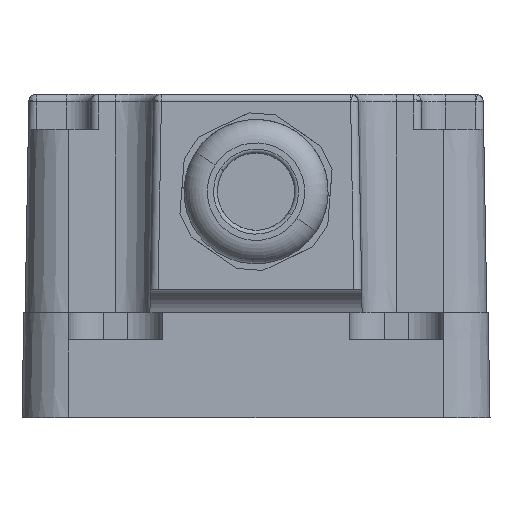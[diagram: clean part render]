
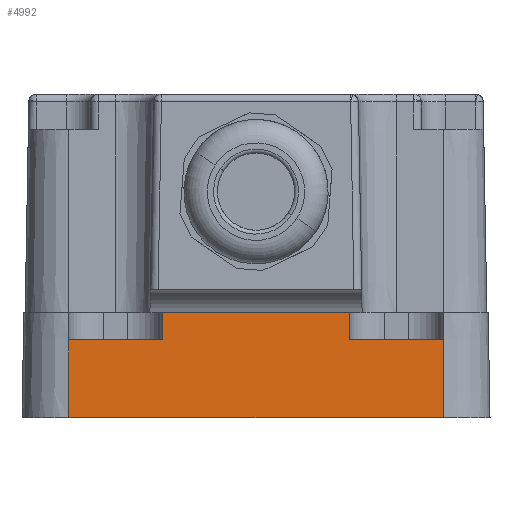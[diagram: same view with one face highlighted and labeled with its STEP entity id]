
A CAD part, front view. The second image highlights one B-rep face of the part: STEP entity #4992.
In plain terms, the highlighted planar face has unit normal (0, -1, 0.018).
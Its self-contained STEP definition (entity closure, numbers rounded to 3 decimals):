
#4940=AXIS2_PLACEMENT_3D('Plane Axis2P3D',#4937,#4938,#4939) ;
#2739=CARTESIAN_POINT('Vertex',(54.,26.332,0.)) ;
#2742=CARTESIAN_POINT('Line Origine',(30.,26.332,0.)) ;
#2746=CARTESIAN_POINT('Vertex',(6.,26.332,0.)) ;
#4916=CARTESIAN_POINT('Line Origine',(6.,-8696.871,-499751.978)) ;
#4920=CARTESIAN_POINT('Vertex',(6.,26.507,10.)) ;
#4937=CARTESIAN_POINT('Axis2P3D Location',(0.,26.332,0.)) ;
#4942=CARTESIAN_POINT('Line Origine',(54.,26.419,5.)) ;
#4946=CARTESIAN_POINT('Vertex',(54.,26.507,10.)) ;
#4949=CARTESIAN_POINT('Line Origine',(48.,26.507,10.)) ;
#4953=CARTESIAN_POINT('Vertex',(42.,26.507,10.)) ;
#4956=CARTESIAN_POINT('Line Origine',(42.,26.537,11.75)) ;
#4960=CARTESIAN_POINT('Vertex',(42.,26.568,13.5)) ;
#4963=CARTESIAN_POINT('Line Origine',(30.,26.568,13.5)) ;
#4967=CARTESIAN_POINT('Vertex',(18.,26.568,13.5)) ;
#4970=CARTESIAN_POINT('Line Origine',(18.,26.537,11.75)) ;
#4974=CARTESIAN_POINT('Vertex',(18.,26.507,10.)) ;
#4977=CARTESIAN_POINT('Line Origine',(12.,26.507,10.)) ;
#2743=DIRECTION('Vector Direction',(1.,0.,0.)) ;
#4917=DIRECTION('Vector Direction',(0.,-0.017,-1.)) ;
#4938=DIRECTION('Axis2P3D Direction',(0.,1.,-0.017)) ;
#4939=DIRECTION('Axis2P3D XDirection',(1.,0.,0.)) ;
#4943=DIRECTION('Vector Direction',(0.,-0.017,-1.)) ;
#4950=DIRECTION('Vector Direction',(1.,0.,0.)) ;
#4957=DIRECTION('Vector Direction',(0.,-0.017,-1.)) ;
#4964=DIRECTION('Vector Direction',(1.,0.,0.)) ;
#4971=DIRECTION('Vector Direction',(0.,-0.017,-1.)) ;
#4978=DIRECTION('Vector Direction',(1.,0.,0.)) ;
#2744=VECTOR('Line Direction',#2743,1.) ;
#4918=VECTOR('Line Direction',#4917,1.) ;
#4944=VECTOR('Line Direction',#4943,1.) ;
#4951=VECTOR('Line Direction',#4950,1.) ;
#4958=VECTOR('Line Direction',#4957,1.) ;
#4965=VECTOR('Line Direction',#4964,1.) ;
#4972=VECTOR('Line Direction',#4971,1.) ;
#4979=VECTOR('Line Direction',#4978,1.) ;
#4983=ORIENTED_EDGE('',*,*,#4922,.F.) ;
#4984=ORIENTED_EDGE('',*,*,#2748,.F.) ;
#4985=ORIENTED_EDGE('',*,*,#4948,.T.) ;
#4986=ORIENTED_EDGE('',*,*,#4955,.T.) ;
#4987=ORIENTED_EDGE('',*,*,#4962,.F.) ;
#4988=ORIENTED_EDGE('',*,*,#4969,.F.) ;
#4989=ORIENTED_EDGE('',*,*,#4976,.T.) ;
#4990=ORIENTED_EDGE('',*,*,#4981,.F.) ;
#4992=ADVANCED_FACE('Hauptk\X2\00F6\X0\rper',(#4991),#4941,.F.) ;
#2748=EDGE_CURVE('',#2740,#2747,#2745,.F.) ;
#4922=EDGE_CURVE('',#2747,#4921,#4919,.F.) ;
#4948=EDGE_CURVE('',#2740,#4947,#4945,.F.) ;
#4955=EDGE_CURVE('',#4947,#4954,#4952,.F.) ;
#4962=EDGE_CURVE('',#4961,#4954,#4959,.T.) ;
#4969=EDGE_CURVE('',#4968,#4961,#4966,.T.) ;
#4976=EDGE_CURVE('',#4968,#4975,#4973,.T.) ;
#4981=EDGE_CURVE('',#4921,#4975,#4980,.T.) ;
#4982=EDGE_LOOP('',(#4983,#4984,#4985,#4986,#4987,#4988,#4989,#4990)) ;
#4991=FACE_OUTER_BOUND('',#4982,.T.) ;
#2745=LINE('Line',#2742,#2744) ;
#4919=LINE('Line',#4916,#4918) ;
#4945=LINE('Line',#4942,#4944) ;
#4952=LINE('Line',#4949,#4951) ;
#4959=LINE('Line',#4956,#4958) ;
#4966=LINE('Line',#4963,#4965) ;
#4973=LINE('Line',#4970,#4972) ;
#4980=LINE('Line',#4977,#4979) ;
#4941=PLANE('',#4940) ;
#2740=VERTEX_POINT('',#2739) ;
#2747=VERTEX_POINT('',#2746) ;
#4921=VERTEX_POINT('',#4920) ;
#4947=VERTEX_POINT('',#4946) ;
#4954=VERTEX_POINT('',#4953) ;
#4961=VERTEX_POINT('',#4960) ;
#4968=VERTEX_POINT('',#4967) ;
#4975=VERTEX_POINT('',#4974) ;
